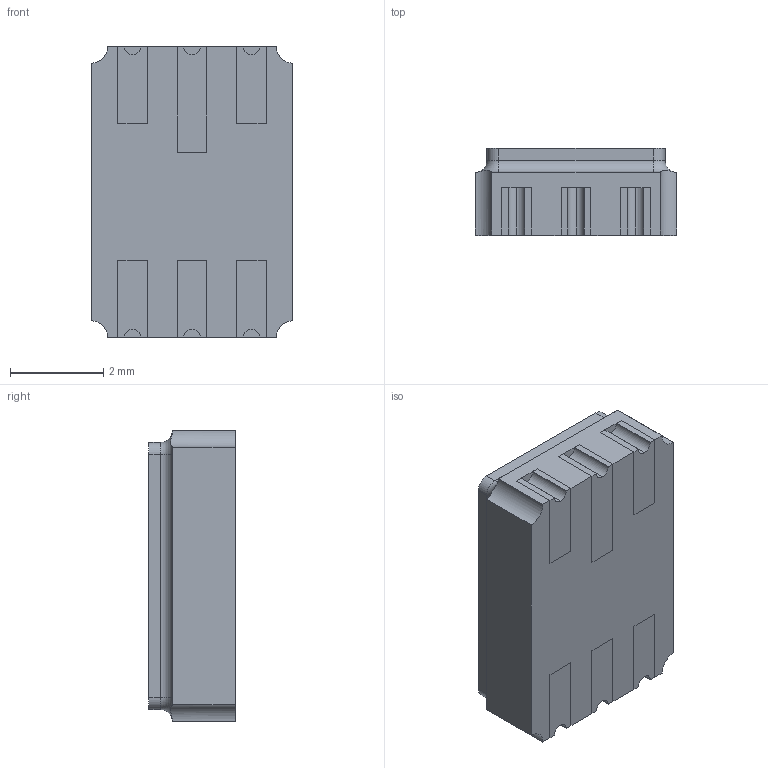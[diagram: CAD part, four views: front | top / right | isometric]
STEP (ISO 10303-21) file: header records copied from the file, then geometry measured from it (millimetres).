
FILE_DESCRIPTION (( 'STEP AP214' ), '1' );
FILE_NAME ('HCC1001.STEP', '2019-08-21T12:22:31', ( '' ), ( '' ), 'SwSTEP 2.0', 'SolidWorks 2018', '' );
FILE_SCHEMA (( 'AUTOMOTIVE_DESIGN' ));
Length unit declared in the file: inch
Products named in the file (1): HCC1001
Bounding box: 4.32 x 1.85 x 6.22 mm (x, y, z)
Volume: 46.6 mm3; surface area: 152.5 mm2
Topology: 7 solids, 7 shells, 112 faces, 275 edges, 178 vertices
Faces by surface type: plane 85, cylinder 23, torus 4
Entity records: 4508 total; most frequent: CARTESIAN_POINT 602, DIRECTION 555, ORIENTED_EDGE 550, EDGE_CURVE 275, LINE 213, VECTOR 213, VERTEX_POINT 178, AXIS2_PLACEMENT_3D 171
